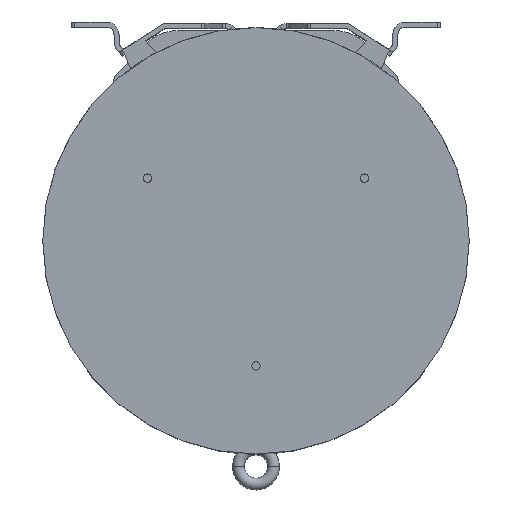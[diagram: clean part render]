
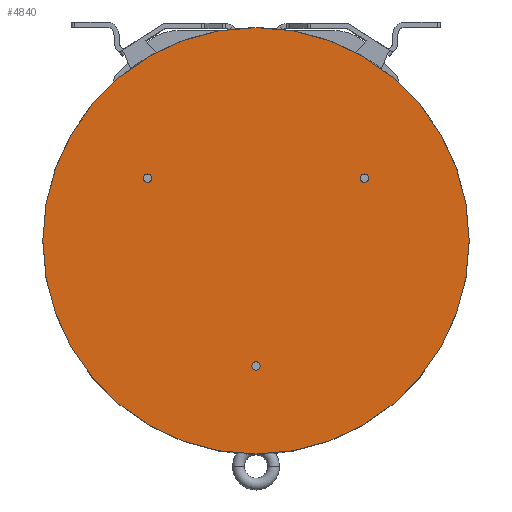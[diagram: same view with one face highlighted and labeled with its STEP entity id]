
A CAD part, top view. The second image highlights one B-rep face of the part: STEP entity #4840.
In plain terms, the highlighted planar face has unit normal (0, 0, 1).
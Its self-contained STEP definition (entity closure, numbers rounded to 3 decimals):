
#35=CARTESIAN_POINT('',(0.,0.,122.24));
#36=DIRECTION('',(0.,0.,1.));
#37=DIRECTION('',(-1.,0.,0.));
#38=AXIS2_PLACEMENT_3D('',#35,#36,#37);
#40=CARTESIAN_POINT('',(0.,0.,122.24));
#41=DIRECTION('',(0.,0.,1.));
#42=DIRECTION('',(1.,0.,0.));
#43=AXIS2_PLACEMENT_3D('',#40,#41,#42);
#45=CARTESIAN_POINT('',(86.603,50.,122.24));
#46=DIRECTION('',(0.,0.,1.));
#47=DIRECTION('',(1.,0.,0.));
#48=AXIS2_PLACEMENT_3D('',#45,#46,#47);
#50=CARTESIAN_POINT('',(86.603,50.,122.24));
#51=DIRECTION('',(0.,0.,1.));
#52=DIRECTION('',(-1.,0.,0.));
#53=AXIS2_PLACEMENT_3D('',#50,#51,#52);
#55=CARTESIAN_POINT('',(-86.603,50.,122.24));
#56=DIRECTION('',(0.,0.,1.));
#57=DIRECTION('',(1.,0.,0.));
#58=AXIS2_PLACEMENT_3D('',#55,#56,#57);
#60=CARTESIAN_POINT('',(-86.603,50.,122.24));
#61=DIRECTION('',(0.,0.,1.));
#62=DIRECTION('',(-1.,0.,0.));
#63=AXIS2_PLACEMENT_3D('',#60,#61,#62);
#65=CARTESIAN_POINT('',(0.,-100.,122.24));
#66=DIRECTION('',(0.,0.,1.));
#67=DIRECTION('',(1.,0.,0.));
#68=AXIS2_PLACEMENT_3D('',#65,#66,#67);
#70=CARTESIAN_POINT('',(0.,-100.,122.24));
#71=DIRECTION('',(0.,0.,1.));
#72=DIRECTION('',(-1.,0.,0.));
#73=AXIS2_PLACEMENT_3D('',#70,#71,#72);
#3819=CARTESIAN_POINT('',(-170.35,0.,122.24));
#3820=CARTESIAN_POINT('',(170.35,0.,122.24));
#3821=VERTEX_POINT('',#3819);
#3822=VERTEX_POINT('',#3820);
#4773=CARTESIAN_POINT('',(90.003,50.,122.24));
#4774=CARTESIAN_POINT('',(83.203,50.,122.24));
#4775=VERTEX_POINT('',#4773);
#4776=VERTEX_POINT('',#4774);
#4777=CARTESIAN_POINT('',(-83.203,50.,122.24));
#4778=CARTESIAN_POINT('',(-90.003,50.,122.24));
#4779=VERTEX_POINT('',#4777);
#4780=VERTEX_POINT('',#4778);
#4781=CARTESIAN_POINT('',(3.4,-100.,122.24));
#4782=CARTESIAN_POINT('',(-3.4,-100.,122.24));
#4783=VERTEX_POINT('',#4781);
#4784=VERTEX_POINT('',#4782);
#4811=CARTESIAN_POINT('',(0.,0.,122.24));
#4812=DIRECTION('',(0.,0.,1.));
#4813=DIRECTION('',(-1.,0.,0.));
#4814=AXIS2_PLACEMENT_3D('',#4811,#4812,#4813);
#4815=PLANE('',#4814);
#4817=ORIENTED_EDGE('',*,*,#4816,.F.);
#4819=ORIENTED_EDGE('',*,*,#4818,.F.);
#4820=EDGE_LOOP('',(#4817,#4819));
#4821=FACE_OUTER_BOUND('',#4820,.F.);
#4823=ORIENTED_EDGE('',*,*,#4822,.T.);
#4825=ORIENTED_EDGE('',*,*,#4824,.T.);
#4826=EDGE_LOOP('',(#4823,#4825));
#4827=FACE_BOUND('',#4826,.F.);
#4829=ORIENTED_EDGE('',*,*,#4828,.T.);
#4831=ORIENTED_EDGE('',*,*,#4830,.T.);
#4832=EDGE_LOOP('',(#4829,#4831));
#4833=FACE_BOUND('',#4832,.F.);
#4835=ORIENTED_EDGE('',*,*,#4834,.T.);
#4837=ORIENTED_EDGE('',*,*,#4836,.T.);
#4838=EDGE_LOOP('',(#4835,#4837));
#4839=FACE_BOUND('',#4838,.F.);
#4840=ADVANCED_FACE('',(#4821,#4827,#4833,#4839),#4815,.T.);
#39=CIRCLE('',#38,170.35);
#44=CIRCLE('',#43,170.35);
#49=CIRCLE('',#48,3.4);
#54=CIRCLE('',#53,3.4);
#59=CIRCLE('',#58,3.4);
#64=CIRCLE('',#63,3.4);
#69=CIRCLE('',#68,3.4);
#74=CIRCLE('',#73,3.4);
#4816=EDGE_CURVE('',#3821,#3822,#39,.T.);
#4818=EDGE_CURVE('',#3822,#3821,#44,.T.);
#4822=EDGE_CURVE('',#4775,#4776,#49,.T.);
#4824=EDGE_CURVE('',#4776,#4775,#54,.T.);
#4828=EDGE_CURVE('',#4779,#4780,#59,.T.);
#4830=EDGE_CURVE('',#4780,#4779,#64,.T.);
#4834=EDGE_CURVE('',#4783,#4784,#69,.T.);
#4836=EDGE_CURVE('',#4784,#4783,#74,.T.);
